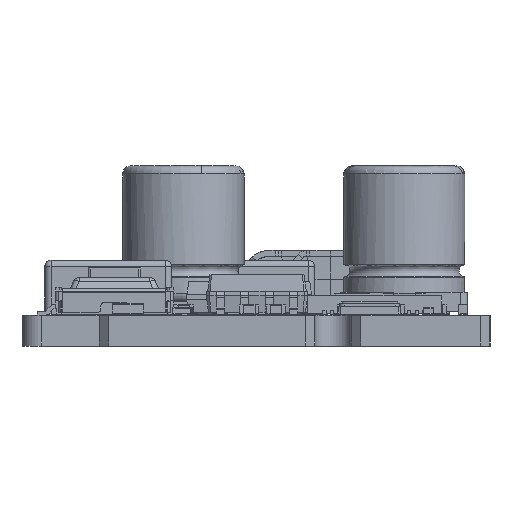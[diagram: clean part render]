
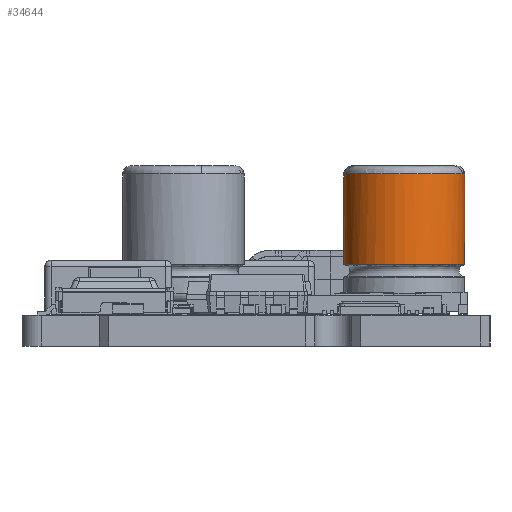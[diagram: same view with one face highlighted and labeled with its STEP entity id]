
A CAD part, left-side view. The second image highlights one B-rep face of the part: STEP entity #34644.
In plain terms, the highlighted cylindrical face has radius 3.15 mm (diameter 6.3 mm), a full revolution.
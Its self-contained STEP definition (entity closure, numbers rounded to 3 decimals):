
#34310 = VERTEX_POINT('',#34311);
#34311 = CARTESIAN_POINT('',(-3.15,0.,2.593));
#34317 = EDGE_CURVE('',#34310,#34310,#34318,.T.);
#34318 = ( BOUNDED_CURVE() B_SPLINE_CURVE(13,(#34319,#34320,#34321,
    #34322,#34323,#34324,#34325,#34326,#34327,#34328,#34329,#34330,
#34331,#34332),.UNSPECIFIED.,.T.,.F.) B_SPLINE_CURVE_WITH_KNOTS((1,13,13
    ,1),(-19.792,0.,19.792,
39.584),.UNSPECIFIED.) CURVE() GEOMETRIC_REPRESENTATION_ITEM() 
RATIONAL_B_SPLINE_CURVE((1.,1.,1.,1.,
    1.,1.,1.,1.,
    1.,1.,1.,1.,1.,1.)) 
REPRESENTATION_ITEM('') );
#34319 = CARTESIAN_POINT('',(-3.15,0.,2.593));
#34320 = CARTESIAN_POINT('',(-3.15,1.5,
    2.593));
#34321 = CARTESIAN_POINT('',(-2.375,3.035,
    2.593));
#34322 = CARTESIAN_POINT('',(-0.779,4.133,
    2.593));
#34323 = CARTESIAN_POINT('',(1.417,4.302,
    2.593));
#34324 = CARTESIAN_POINT('',(3.314,3.132,
    2.593));
#34325 = CARTESIAN_POINT('',(4.706,1.424,
    2.593));
#34326 = CARTESIAN_POINT('',(4.706,-1.424,
    2.593));
#34327 = CARTESIAN_POINT('',(3.314,-3.132,
    2.593));
#34328 = CARTESIAN_POINT('',(1.417,-4.302,
    2.593));
#34329 = CARTESIAN_POINT('',(-0.779,-4.133,
    2.593));
#34330 = CARTESIAN_POINT('',(-2.375,-3.035,
    2.593));
#34331 = CARTESIAN_POINT('',(-3.15,-1.5,2.593));
#34332 = CARTESIAN_POINT('',(-3.15,0.,2.593));
#34644 = ADVANCED_FACE('',(#34645),#34691,.T.);
#34645 = FACE_BOUND('',#34646,.T.);
#34646 = EDGE_LOOP('',(#34647,#34648,#34656,#34665,#34674,#34683,#34690)
  );
#34647 = ORIENTED_EDGE('',*,*,#34317,.F.);
#34648 = ORIENTED_EDGE('',*,*,#34649,.T.);
#34649 = EDGE_CURVE('',#34310,#34650,#34652,.T.);
#34650 = VERTEX_POINT('',#34651);
#34651 = CARTESIAN_POINT('',(-3.15,0.,7.28));
#34652 = LINE('',#34653,#34654);
#34653 = CARTESIAN_POINT('',(-3.15,0.,2.563));
#34654 = VECTOR('',#34655,1.);
#34655 = DIRECTION('',(0.,0.,1.));
#34656 = ORIENTED_EDGE('',*,*,#34657,.T.);
#34657 = EDGE_CURVE('',#34650,#34658,#34660,.T.);
#34658 = VERTEX_POINT('',#34659);
#34659 = CARTESIAN_POINT('',(0.945,3.005,7.28));
#34660 = CIRCLE('',#34661,3.15);
#34661 = AXIS2_PLACEMENT_3D('',#34662,#34663,#34664);
#34662 = CARTESIAN_POINT('',(0.,0.,7.28));
#34663 = DIRECTION('',(0.,0.,-1.));
#34664 = DIRECTION('',(-1.,0.,0.));
#34665 = ORIENTED_EDGE('',*,*,#34666,.T.);
#34666 = EDGE_CURVE('',#34658,#34667,#34669,.T.);
#34667 = VERTEX_POINT('',#34668);
#34668 = CARTESIAN_POINT('',(3.15,0.,7.28));
#34669 = CIRCLE('',#34670,3.15);
#34670 = AXIS2_PLACEMENT_3D('',#34671,#34672,#34673);
#34671 = CARTESIAN_POINT('',(0.,0.,7.28));
#34672 = DIRECTION('',(0.,0.,-1.));
#34673 = DIRECTION('',(-1.,0.,0.));
#34674 = ORIENTED_EDGE('',*,*,#34675,.T.);
#34675 = EDGE_CURVE('',#34667,#34676,#34678,.T.);
#34676 = VERTEX_POINT('',#34677);
#34677 = CARTESIAN_POINT('',(0.945,-3.005,7.28));
#34678 = CIRCLE('',#34679,3.15);
#34679 = AXIS2_PLACEMENT_3D('',#34680,#34681,#34682);
#34680 = CARTESIAN_POINT('',(0.,0.,7.28));
#34681 = DIRECTION('',(0.,0.,-1.));
#34682 = DIRECTION('',(-1.,0.,0.));
#34683 = ORIENTED_EDGE('',*,*,#34684,.T.);
#34684 = EDGE_CURVE('',#34676,#34650,#34685,.T.);
#34685 = CIRCLE('',#34686,3.15);
#34686 = AXIS2_PLACEMENT_3D('',#34687,#34688,#34689);
#34687 = CARTESIAN_POINT('',(0.,0.,7.28));
#34688 = DIRECTION('',(0.,0.,-1.));
#34689 = DIRECTION('',(-1.,0.,0.));
#34690 = ORIENTED_EDGE('',*,*,#34649,.F.);
#34691 = CYLINDRICAL_SURFACE('',#34692,3.15);
#34692 = AXIS2_PLACEMENT_3D('',#34693,#34694,#34695);
#34693 = CARTESIAN_POINT('',(0.,0.,2.563));
#34694 = DIRECTION('',(0.,0.,1.));
#34695 = DIRECTION('',(-1.,0.,0.));
